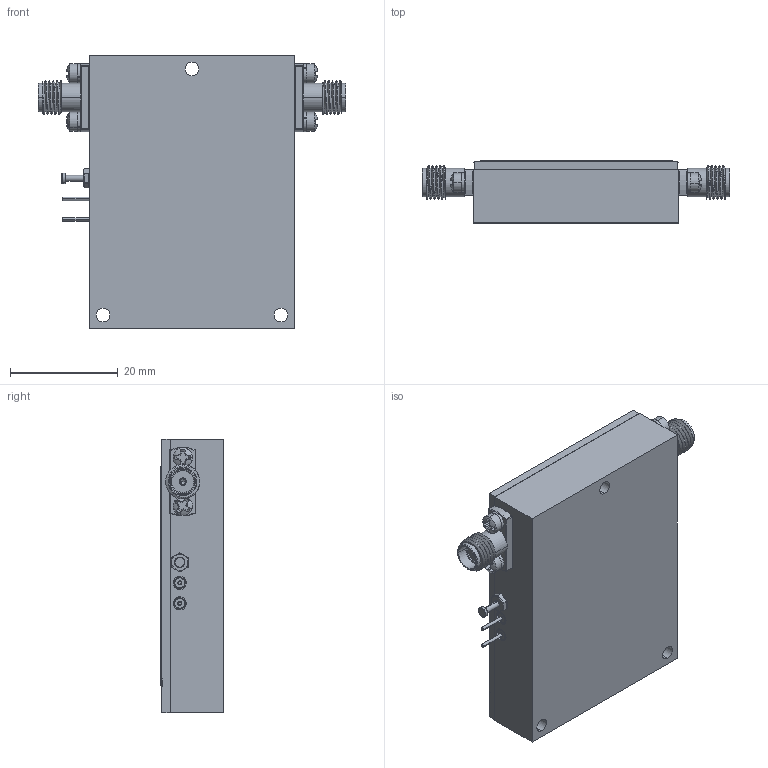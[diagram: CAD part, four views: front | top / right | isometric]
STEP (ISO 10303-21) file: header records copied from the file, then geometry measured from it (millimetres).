
FILE_DESCRIPTION (( 'STEP AP214' ), '1' );
FILE_NAME ('PA-618-25G-6NF-30DBM-15V-SFF.STEP', '2025-08-14T15:43:54', ( '' ), ( '' ), 'SwSTEP 2.0', 'SolidWorks 2024', '' );
FILE_SCHEMA (( 'AUTOMOTIVE_DESIGN' ));
Length unit declared in the file: millimetre
Products named in the file (1): PA-618-25G-6NF-30DBM-15V-SFF
Bounding box: 57.15 x 11.61 x 50.8 mm (x, y, z)
Volume: 15912 mm3; surface area: 17481.5 mm2
Topology: 65 solids, 65 shells, 2273 faces, 6545 edges, 4493 vertices
Faces by surface type: plane 1080, cylinder 582, cone 401, torus 139, sphere 55, bspline 16
Entity records: 96087 total; most frequent: CARTESIAN_POINT 21147, ORIENTED_EDGE 12690, DIRECTION 11878, EDGE_CURVE 6345, VERTEX_POINT 4485, AXIS2_PLACEMENT_3D 4345, VECTOR 3188, LINE 3188
